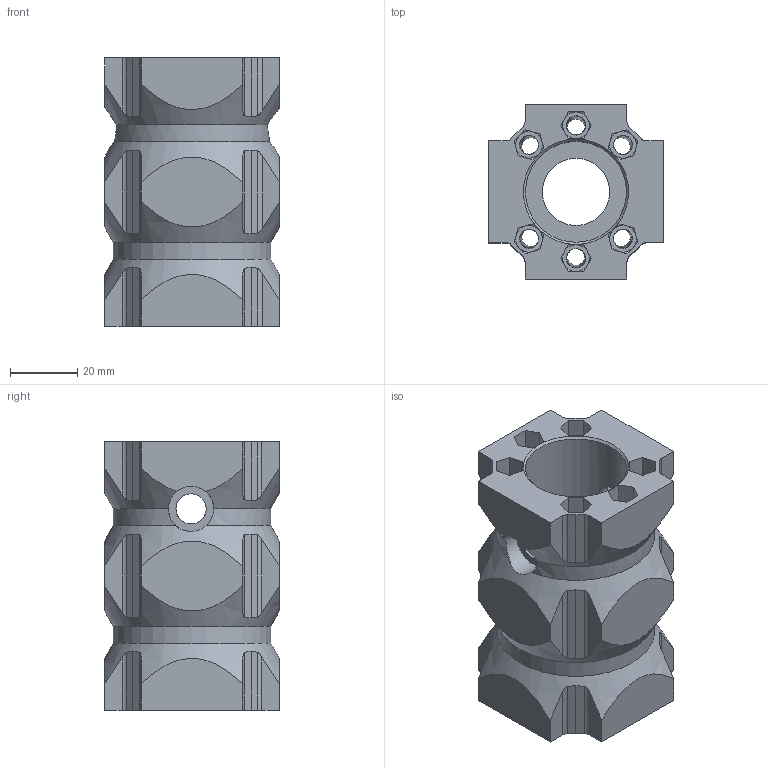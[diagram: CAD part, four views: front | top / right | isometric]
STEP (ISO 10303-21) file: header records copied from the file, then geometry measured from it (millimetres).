
FILE_DESCRIPTION(/* description */ (''),/* implementation_level */ '2;1');
FILE_NAME(/* name */ 'Vertical Actuator Item Slider PushPull.step',/* time_stamp */ '2021-11-09T20:22:42+01:00',/* author */ (''),/* organization */ (''),/* preprocessor_version */ 'ST-DEVELOPER v18.1',/* originating_system */ 'Autodesk Translation Framework v10.10.0.1391',/* authorisation */ '');
FILE_SCHEMA (('AUTOMOTIVE_DESIGN { 1 0 10303 214 3 1 1 }'));
Length unit declared in the file: millimetre
Products named in the file (1): Item Slider PushPull
Bounding box: 52 x 52 x 80 mm (x, y, z)
Volume: 105636.8 mm3; surface area: 34083.3 mm2
Topology: 1 solids, 1 shells, 210 faces, 580 edges, 378 vertices
Faces by surface type: plane 113, cone 52, cylinder 39, bspline 6
Full cylindrical faces by diameter (mm): 5.5 x6, 9 x2, 13.5 x1, 20 x1, 28.1 x1, 30.1 x1, 47 x1
Entity records: 7114 total; most frequent: CARTESIAN_POINT 2252, ORIENTED_EDGE 1160, DIRECTION 863, EDGE_CURVE 580, VERTEX_POINT 378, AXIS2_PLACEMENT_3D 315, EDGE_LOOP 234, LINE 233
